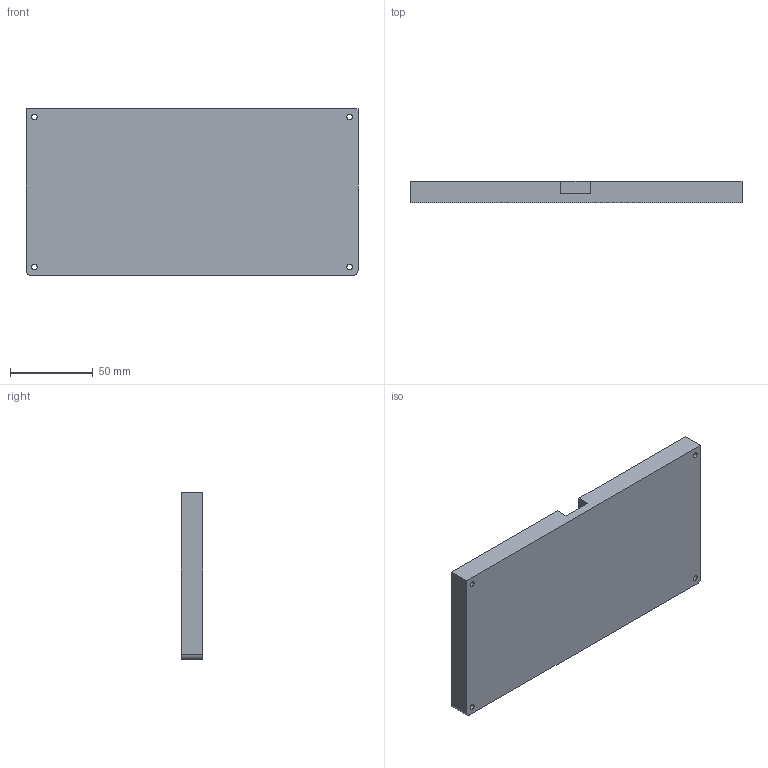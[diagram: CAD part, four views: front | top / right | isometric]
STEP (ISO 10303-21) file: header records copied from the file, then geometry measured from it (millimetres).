
FILE_DESCRIPTION(/* description */ (''),/* implementation_level */ '2;1');
FILE_NAME(/* name */ 'Bottom.step',/* time_stamp */ '2025-06-29T22:17:16+01:00',/* author */ (''),/* organization */ (''),/* preprocessor_version */ 'ST-DEVELOPER v20.1',/* originating_system */ 'Autodesk Translation Framework v14.10.0.0',/* authorisation */ '');
FILE_SCHEMA (('AUTOMOTIVE_DESIGN { 1 0 10303 214 3 1 1 }'));
Length unit declared in the file: millimetre
Products named in the file (2): QCQ; QCQ_1
Assembly tree (1 placements, depth 2):
  QCQ
    QCQ_1
Bounding box: 200.97 x 13 x 100.96 mm (x, y, z)
Volume: 112552.9 mm3; surface area: 54119.1 mm2
Topology: 1 solids, 1 shells, 28 faces, 66 edges, 44 vertices
Faces by surface type: plane 18, cylinder 10
Full cylindrical faces by diameter (mm): 3.4 x4, 6 x4
Entity records: 879 total; most frequent: DIRECTION 148, CARTESIAN_POINT 141, ORIENTED_EDGE 132, EDGE_CURVE 66, AXIS2_PLACEMENT_3D 51, LINE 46, VECTOR 46, VERTEX_POINT 44
